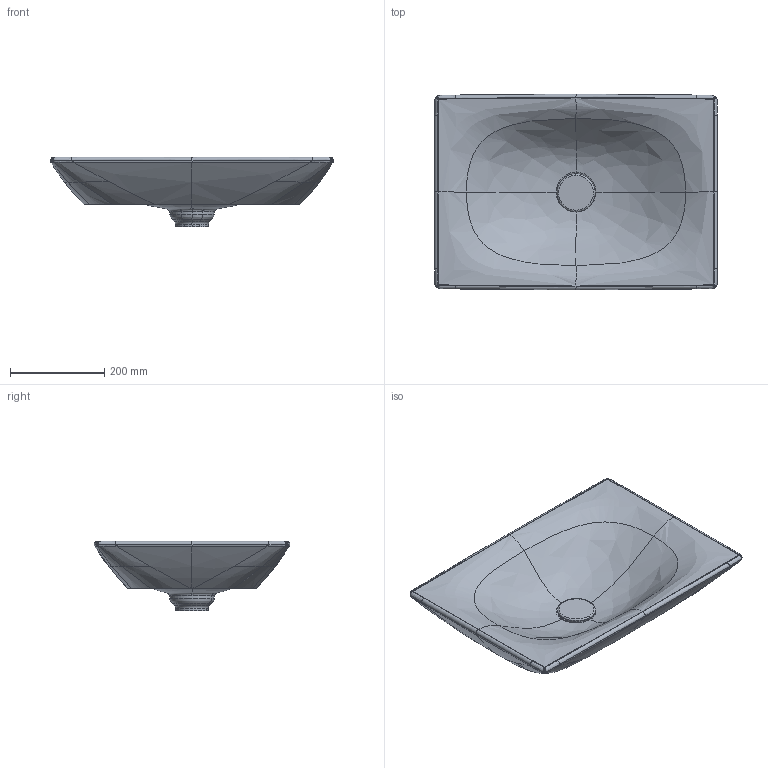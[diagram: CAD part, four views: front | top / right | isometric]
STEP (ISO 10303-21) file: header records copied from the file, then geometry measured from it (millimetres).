
FILE_DESCRIPTION(/* description */ (''),/* implementation_level */ '2;1');
FILE_NAME(/* name */ '281230',/* time_stamp */ '2019-02-15T11:53:23+01:00',/* author */ (''),/* organization */ (''),/* preprocessor_version */ 'ST-DEVELOPER v15',/* originating_system */ '',/* authorisation */ '');
FILE_SCHEMA (('AUTOMOTIVE_DESIGN'));
Length unit declared in the file: millimetre
Products named in the file (1): Document
Bounding box: 600 x 415 x 147.46 mm (x, y, z)
Volume: 36985.9 mm3; surface area: 660188.3 mm2
Topology: 2 solids, 3 shells, 375 faces, 836 edges, 460 vertices
Faces by surface type: bspline 375
Entity records: 78127 total; most frequent: CARTESIAN_POINT 67201, B_SPLINE_CURVE_WITH_KNOTS 2324, ORIENTED_EDGE 1666, PCURVE 1666, DEFINITIONAL_REPRESENTATION 1666, SURFACE_CURVE 834, EDGE_CURVE 834, VERTEX_POINT 460
